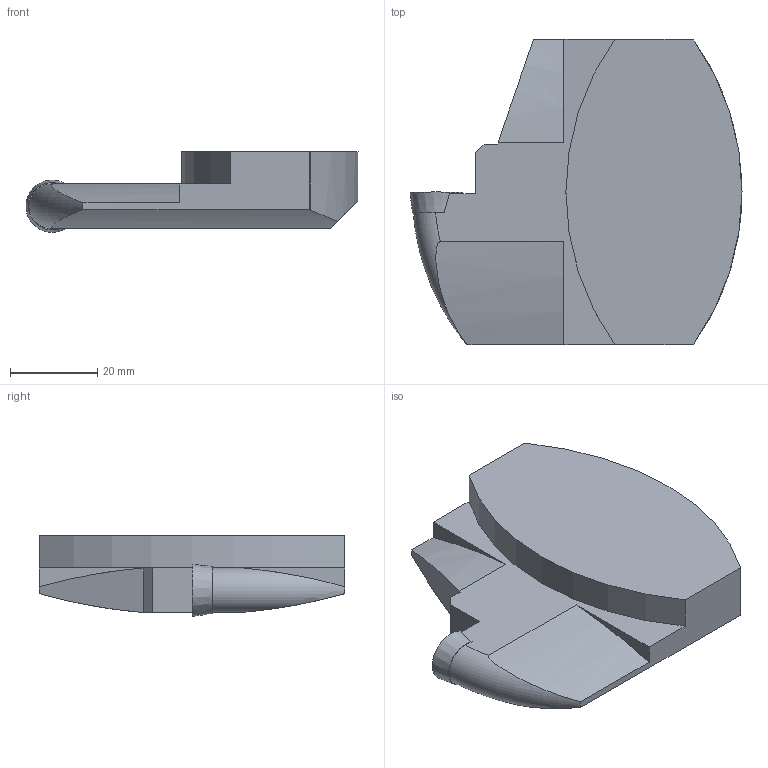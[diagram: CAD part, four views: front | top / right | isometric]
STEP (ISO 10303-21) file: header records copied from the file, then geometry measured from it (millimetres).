
FILE_DESCRIPTION(/* description */ (''),/* implementation_level */ '2;1');
FILE_NAME(/* name */ '1540360578238.stp',/* time_stamp */ '2018-10-24T11:26:40+06:00',/* author */ (''),/* organization */ ('SMS'),/* preprocessor_version */ 'ST-DEVELOPER v15',/* originating_system */ 'SIEMENS PLM Software NX 8.5',/* authorisation */ '');
FILE_SCHEMA (('AUTOMOTIVE_DESIGN { 1 0 10303 214 3 1 1 1 }'));
Length unit declared in the file: millimetre
Products named in the file (4): IsoTurningInsert; ASSEMBLY_CONSTRUCTION; 201942734mod000_00; 201942732mod000_00
Assembly tree (3 placements, depth 2):
  201942732mod000_00
    201942734mod000_00
    ASSEMBLY_CONSTRUCTION
    IsoTurningInsert
Bounding box: 76.08 x 70 x 18.48 mm (x, y, z)
Volume: 53137 mm3; surface area: 11871.7 mm2
Topology: 2 solids, 2 shells, 36 faces, 89 edges, 64 vertices
Faces by surface type: plane 19, cylinder 8, torus 5, cone 4
Full cylindrical faces by diameter (mm): 4.4 x2
Entity records: 1241 total; most frequent: CARTESIAN_POINT 252, DIRECTION 188, ORIENTED_EDGE 156, EDGE_CURVE 78, AXIS2_PLACEMENT_3D 73, VERTEX_POINT 56, EDGE_LOOP 48, LINE 42
